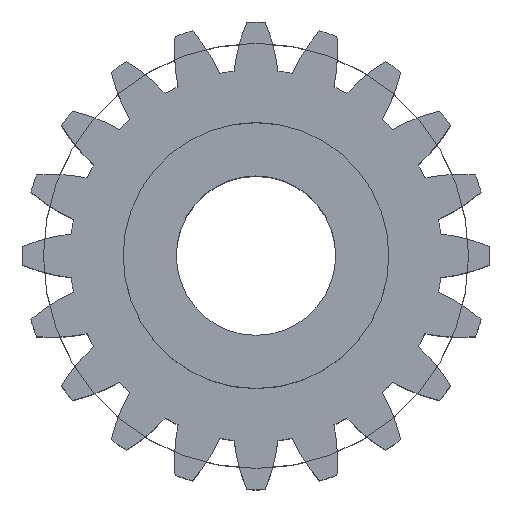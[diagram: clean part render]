
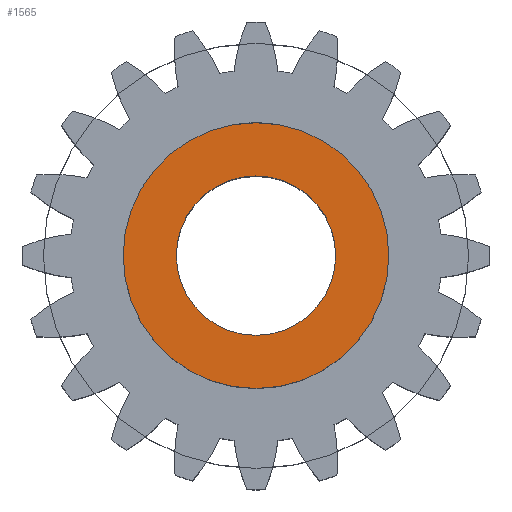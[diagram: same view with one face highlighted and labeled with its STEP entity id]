
A CAD part, top view. The second image highlights one B-rep face of the part: STEP entity #1565.
In plain terms, the highlighted planar face has unit normal (0, 0, 1).
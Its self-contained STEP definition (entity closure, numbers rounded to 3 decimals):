
#19=PLANE('',#1676);
#24=FACE_BOUND('',#287,.T.);
#27=CIRCLE('',#1671,7.5);
#29=CIRCLE('',#1674,12.5);
#197=FACE_OUTER_BOUND('',#286,.T.);
#286=EDGE_LOOP('',(#989));
#287=EDGE_LOOP('',(#990));
#549=VERTEX_POINT('',#2598);
#551=VERTEX_POINT('',#2604);
#721=EDGE_CURVE('',#549,#549,#27,.T.);
#724=EDGE_CURVE('',#551,#551,#29,.T.);
#989=ORIENTED_EDGE('',*,*,#724,.T.);
#990=ORIENTED_EDGE('',*,*,#721,.T.);
#1565=ADVANCED_FACE('',(#197,#24),#19,.T.);
#1671=AXIS2_PLACEMENT_3D('',#2599,#1930,#1931);
#1674=AXIS2_PLACEMENT_3D('',#2605,#1937,#1938);
#1676=AXIS2_PLACEMENT_3D('',#2609,#1942,#1943);
#1930=DIRECTION('center_axis',(0.,0.,-1.));
#1931=DIRECTION('ref_axis',(-1.,0.,0.));
#1937=DIRECTION('center_axis',(0.,0.,1.));
#1938=DIRECTION('ref_axis',(-1.,0.,0.));
#1942=DIRECTION('center_axis',(0.,0.,1.));
#1943=DIRECTION('ref_axis',(1.,0.,0.));
#2598=CARTESIAN_POINT('',(7.5,0.,30.));
#2599=CARTESIAN_POINT('Origin',(0.,0.,30.));
#2604=CARTESIAN_POINT('',(12.5,0.,30.));
#2605=CARTESIAN_POINT('Origin',(0.,0.,30.));
#2609=CARTESIAN_POINT('Origin',(0.,0.,30.));
